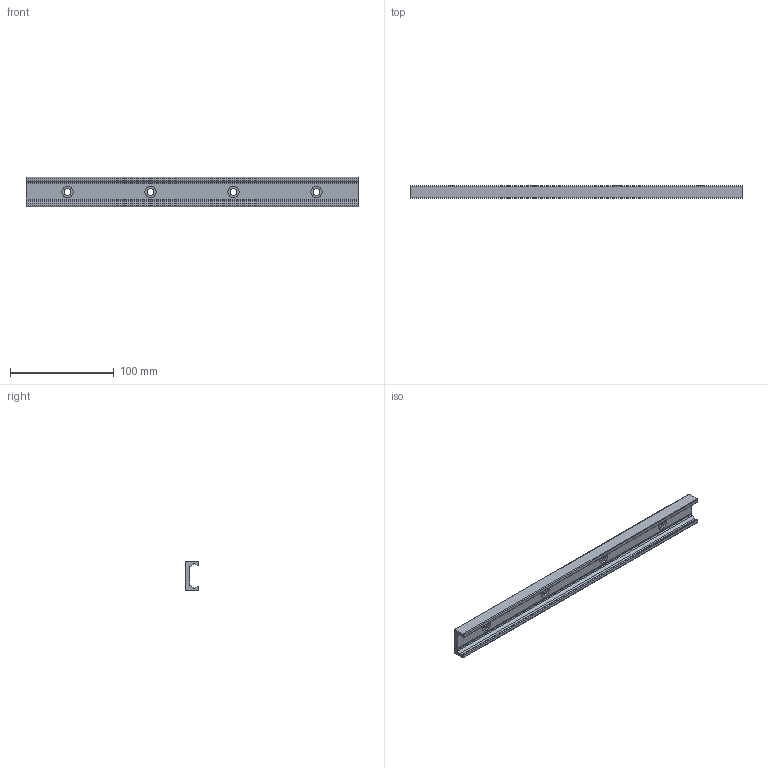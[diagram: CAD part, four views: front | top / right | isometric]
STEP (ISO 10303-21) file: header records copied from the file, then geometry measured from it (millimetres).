
FILE_DESCRIPTION((''),'2;1');
FILE_NAME('LCX 28H-0320.C.stp','2016-04-28T08:14:18',('MRathmann'),(''),'Autodesk Inventor 2012','Autodesk Inventor 2012','');
FILE_SCHEMA(('CONFIG_CONTROL_DESIGN'));
Length unit declared in the file: millimetre
Products named in the file (1): LCX 28H-0320.C
Bounding box: 320 x 12.3 x 28 mm (x, y, z)
Volume: 51740.8 mm3; surface area: 31304 mm2
Topology: 1 solids, 1 shells, 36 faces, 94 edges, 64 vertices
Faces by surface type: cylinder 19, plane 17
Full cylindrical faces by diameter (mm): 6.4 x4, 11 x4
Entity records: 1094 total; most frequent: DIRECTION 194, CARTESIAN_POINT 179, ORIENTED_EDGE 164, EDGE_CURVE 82, AXIS2_PLACEMENT_3D 75, VERTEX_POINT 60, EDGE_LOOP 56, VECTOR 44
